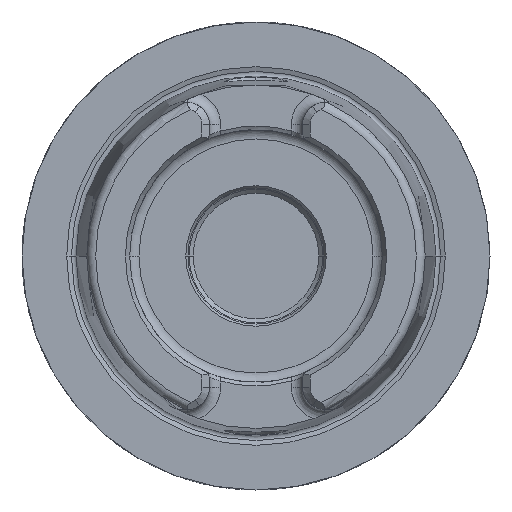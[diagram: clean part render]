
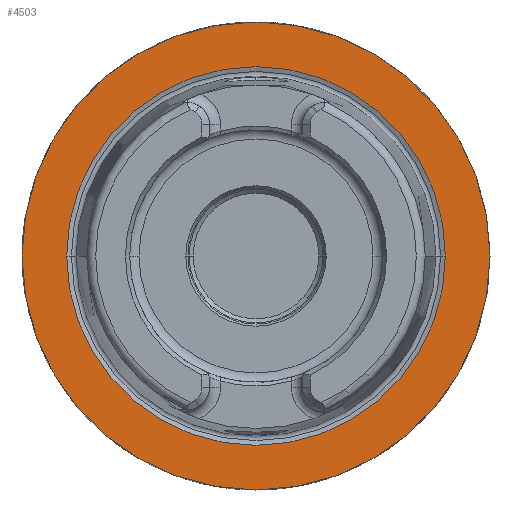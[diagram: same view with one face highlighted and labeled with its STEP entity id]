
A CAD part, left-side view. The second image highlights one B-rep face of the part: STEP entity #4503.
In plain terms, the highlighted planar face has unit normal (-1, 0, 0).
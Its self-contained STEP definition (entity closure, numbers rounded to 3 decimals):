
#1068=CARTESIAN_POINT('',(0.,0.,0.));
#1069=DIRECTION('',(1.,0.,0.));
#1070=DIRECTION('',(0.,1.,0.));
#1071=AXIS2_PLACEMENT_3D('',#1068,#1069,#1070);
#1073=CARTESIAN_POINT('',(0.,0.,0.));
#1074=DIRECTION('',(-1.,0.,0.));
#1075=DIRECTION('',(0.,1.,0.));
#1076=AXIS2_PLACEMENT_3D('',#1073,#1074,#1075);
#1078=CARTESIAN_POINT('',(0.,0.,0.));
#1079=DIRECTION('',(-1.,0.,0.));
#1080=DIRECTION('',(0.,-1.,0.));
#1081=AXIS2_PLACEMENT_3D('',#1078,#1079,#1080);
#1083=CARTESIAN_POINT('',(0.,0.,0.));
#1084=DIRECTION('',(-1.,0.,0.));
#1085=DIRECTION('',(0.,1.,0.));
#1086=AXIS2_PLACEMENT_3D('',#1083,#1084,#1085);
#2760=CARTESIAN_POINT('',(0.,31.5,0.));
#2761=CARTESIAN_POINT('',(0.,-31.5,0.));
#2762=VERTEX_POINT('',#2760);
#2763=VERTEX_POINT('',#2761);
#2788=CARTESIAN_POINT('',(0.,-25.49,0.));
#2789=VERTEX_POINT('',#2788);
#2790=CARTESIAN_POINT('',(0.,25.49,0.));
#2791=VERTEX_POINT('',#2790);
#4488=CARTESIAN_POINT('',(0.,0.,0.));
#4489=DIRECTION('',(1.,0.,0.));
#4490=DIRECTION('',(0.,-1.,0.));
#4491=AXIS2_PLACEMENT_3D('',#4488,#4489,#4490);
#4492=PLANE('',#4491);
#4494=ORIENTED_EDGE('',*,*,#4493,.T.);
#4496=ORIENTED_EDGE('',*,*,#4495,.F.);
#4497=EDGE_LOOP('',(#4494,#4496));
#4498=FACE_OUTER_BOUND('',#4497,.F.);
#4499=ORIENTED_EDGE('',*,*,#4483,.T.);
#4500=ORIENTED_EDGE('',*,*,#4467,.T.);
#4501=EDGE_LOOP('',(#4499,#4500));
#4502=FACE_BOUND('',#4501,.F.);
#4503=ADVANCED_FACE('',(#4498,#4502),#4492,.F.);
#1072=CIRCLE('',#1071,31.5);
#1077=CIRCLE('',#1076,31.5);
#1082=CIRCLE('',#1081,25.49);
#1087=CIRCLE('',#1086,25.49);
#4467=EDGE_CURVE('',#2791,#2789,#1087,.T.);
#4483=EDGE_CURVE('',#2789,#2791,#1082,.T.);
#4493=EDGE_CURVE('',#2762,#2763,#1072,.T.);
#4495=EDGE_CURVE('',#2762,#2763,#1077,.T.);
